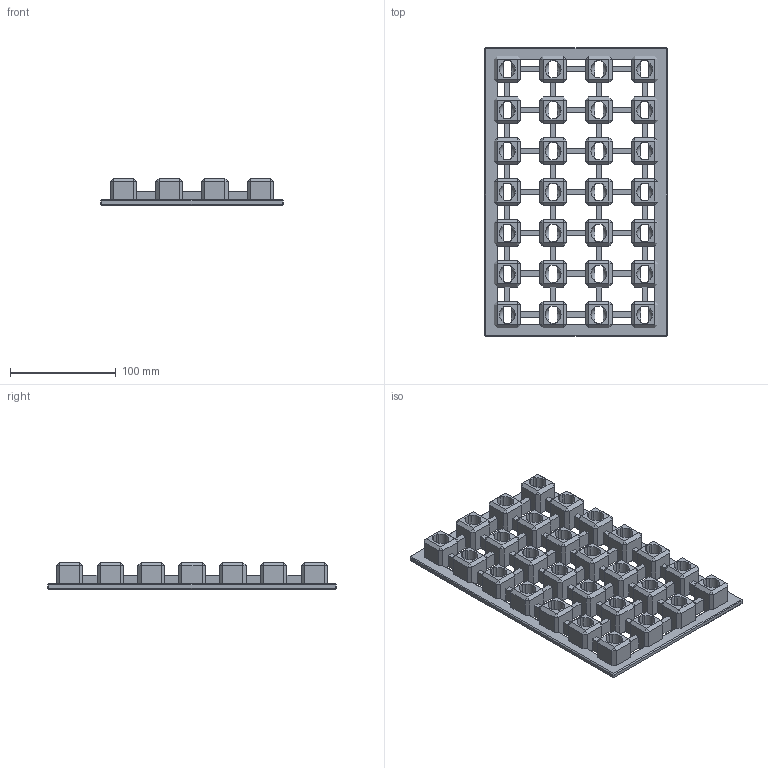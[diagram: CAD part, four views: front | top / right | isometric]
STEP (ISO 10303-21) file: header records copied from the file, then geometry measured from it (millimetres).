
FILE_DESCRIPTION(/* description */ (''),/* implementation_level */ '2;1');
FILE_NAME(/* name */ 'HalterungLadekappenE-Fueller_V2.step',/* time_stamp */ '2024-04-19T15:29:56+02:00',/* author */ (''),/* organization */ (''),/* preprocessor_version */ 'ST-DEVELOPER v20',/* originating_system */ 'Autodesk Translation Framework v12.20.1.177',/* authorisation */ '');
FILE_SCHEMA (('AUTOMOTIVE_DESIGN { 1 0 10303 214 3 1 1 }'));
Length unit declared in the file: millimetre
Products named in the file (2): HalterungLadekappenE-Fueller_V2; Component4
Assembly tree (1 placements, depth 2):
  HalterungLadekappenE-Fueller_V2
    Component4
Bounding box: 173 x 273 x 25 mm (x, y, z)
Volume: 767406.4 mm3; surface area: 335921.9 mm2
Topology: 75 solids, 75 shells, 2151 faces, 5352 edges, 3316 vertices
Faces by surface type: plane 1703, cylinder 336, sphere 112
Entity records: 63347 total; most frequent: CARTESIAN_POINT 11942, ORIENTED_EDGE 10704, DIRECTION 10220, EDGE_CURVE 5352, LINE 4344, VECTOR 4344, VERTEX_POINT 3316, AXIS2_PLACEMENT_3D 2938
